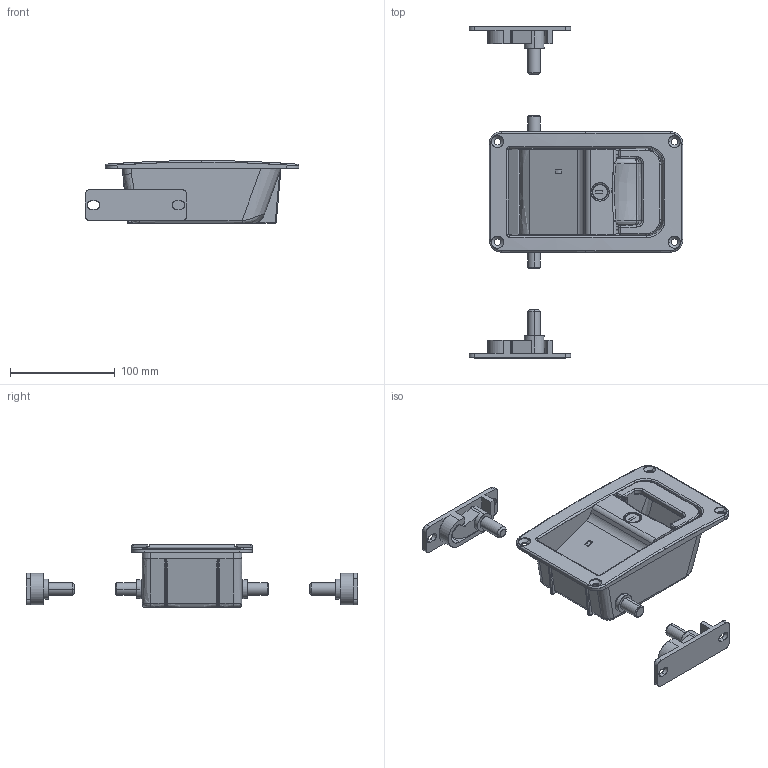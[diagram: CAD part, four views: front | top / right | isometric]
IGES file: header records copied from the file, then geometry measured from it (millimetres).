
Start section: SolidWorks IGES file using analytic representation for surfaces
Global section: file name: FA-816-4.IGS; native system: SolidWorks 2018; preprocessor: SolidWorks 2018; author: 1337yo; date: 210719.161005; units: millimetre
Bounding box: 204 x 317 x 60.07 mm (x, y, z)
Surface area: 204521.5 mm2 (no closed solid volume)
Topology: 0 solids, 0 shells, 1239 faces, 15098 edges, 15053 vertices
Faces by surface type: revolution 623, bspline 616
